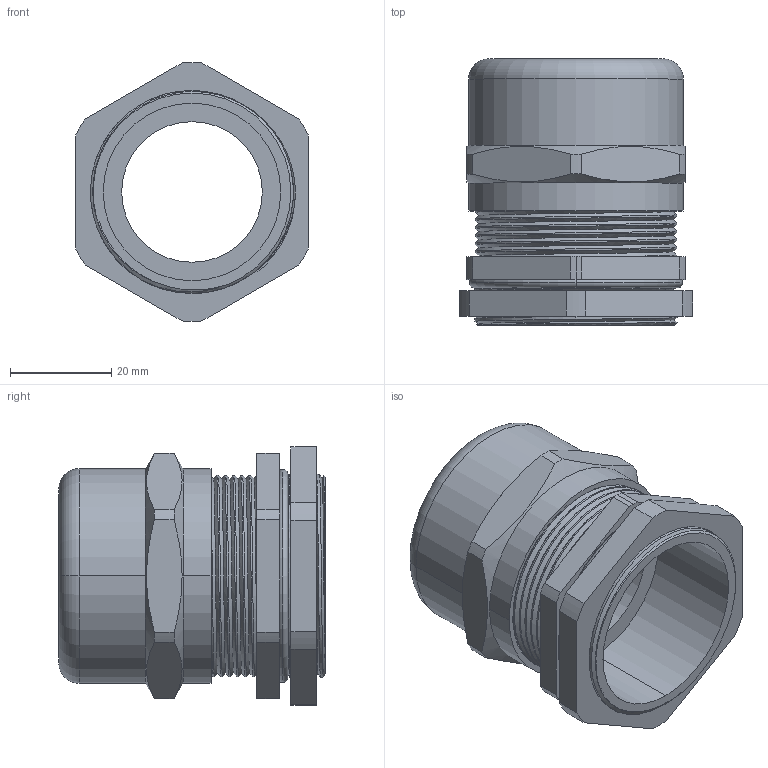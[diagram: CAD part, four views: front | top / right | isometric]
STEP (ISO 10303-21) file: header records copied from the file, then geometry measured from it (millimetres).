
FILE_DESCRIPTION (( 'STEP AP203' ), '1' );
FILE_NAME ('BMBCX-E5.step', '2016-02-11T13:25:06', ( '' ), ( '' ), 'SwSTEP 2.0', 'SolidWorks 2015', '' );
FILE_SCHEMA (( 'CONFIG_CONTROL_DESIGN' ));
Length unit declared in the file: millimetre
Products named in the file (1): BMBCX-E5
Bounding box: 46 x 52.5 x 50.99 mm (x, y, z)
Volume: 31941.7 mm3; surface area: 36279.5 mm2
Topology: 6 solids, 6 shells, 272 faces, 761 edges, 502 vertices
Faces by surface type: plane 133, cylinder 107, torus 12, bspline 11, cone 9
Entity records: 15342 total; most frequent: CARTESIAN_POINT 8580, ORIENTED_EDGE 1522, DIRECTION 1321, EDGE_CURVE 761, VERTEX_POINT 502, AXIS2_PLACEMENT_3D 480, VECTOR 361, LINE 361
